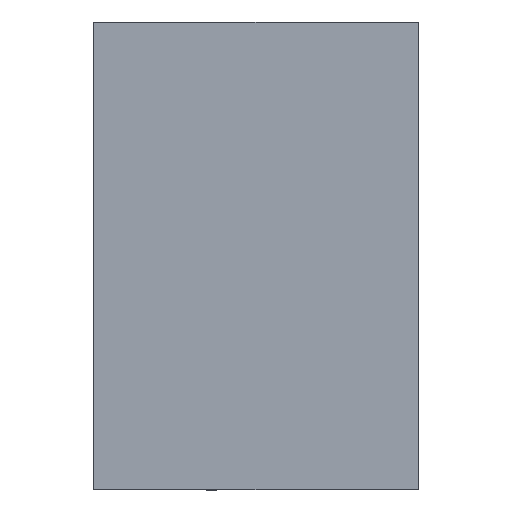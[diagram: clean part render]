
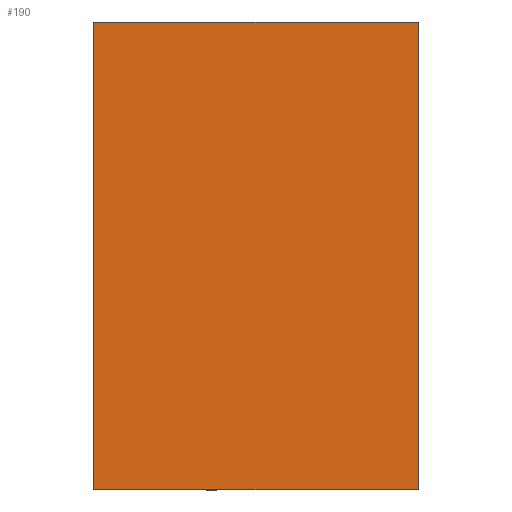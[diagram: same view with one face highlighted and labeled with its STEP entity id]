
A CAD part, front view. The second image highlights one B-rep face of the part: STEP entity #190.
In plain terms, the highlighted planar face has unit normal (0, -1, 0).
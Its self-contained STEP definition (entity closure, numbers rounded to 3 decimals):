
#190=ADVANCED_FACE('',(#528),#529,.T.);
#528=FACE_OUTER_BOUND('',#972,.T.);
#529=PLANE('',#973);
#972=EDGE_LOOP('',(#2207,#2208,#2209,#2210));
#973=AXIS2_PLACEMENT_3D('',#2211,#2212,#2213);
#2207=ORIENTED_EDGE('',*,*,#3222,.T.);
#2208=ORIENTED_EDGE('',*,*,#3627,.F.);
#2209=ORIENTED_EDGE('',*,*,#3628,.T.);
#2210=ORIENTED_EDGE('',*,*,#3625,.T.);
#2211=CARTESIAN_POINT('',(-26.0,0.,0.0));
#2212=DIRECTION('',(0.,-1.0,0.0));
#2213=DIRECTION('',(0.0,0.0,-1.0));
#3222=EDGE_CURVE('',#3933,#3931,#3934,.T.);
#3625=EDGE_CURVE('',#4625,#3933,#4626,.T.);
#3627=EDGE_CURVE('',#4628,#3931,#4629,.T.);
#3628=EDGE_CURVE('',#4628,#4625,#4630,.T.);
#3931=VERTEX_POINT('',#5056);
#3933=VERTEX_POINT('',#5059);
#3934=LINE('',#5060,#5061);
#4625=VERTEX_POINT('',#5892);
#4626=LINE('',#5893,#5894);
#4628=VERTEX_POINT('',#5897);
#4629=LINE('',#5898,#5899);
#4630=LINE('',#5900,#5901);
#5056=CARTESIAN_POINT('',(-26.0,0.0,75.0));
#5059=CARTESIAN_POINT('',(26.0,0.,75.0));
#5060=CARTESIAN_POINT('',(-13.0,0.,75.0));
#5061=VECTOR('',#6416,1.0);
#5892=CARTESIAN_POINT('',(26.0,0.,0.0));
#5893=CARTESIAN_POINT('',(26.0,0.,1000.0));
#5894=VECTOR('',#7343,10.0);
#5897=CARTESIAN_POINT('',(-26.0,0.0,0.0));
#5898=CARTESIAN_POINT('',(-26.0,0.0,1000.0));
#5899=VECTOR('',#7345,10.0);
#5900=CARTESIAN_POINT('',(-26.0,0.0,0.0));
#5901=VECTOR('',#7346,10.0);
#6416=DIRECTION('',(-1.0,0.,0.0));
#7343=DIRECTION('',(0.0,0.0,1.0));
#7345=DIRECTION('',(0.0,0.0,1.0));
#7346=DIRECTION('',(1.0,0.,0.0));
